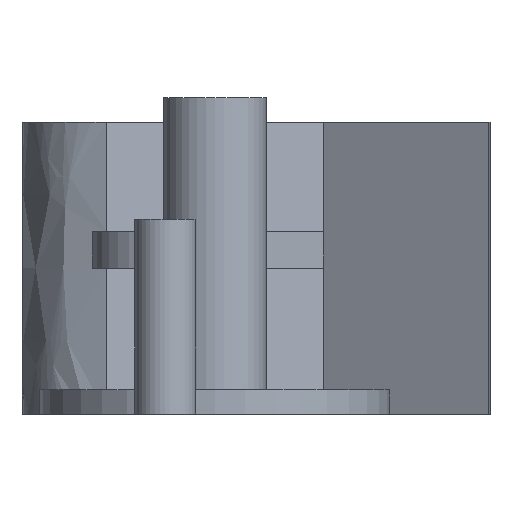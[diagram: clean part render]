
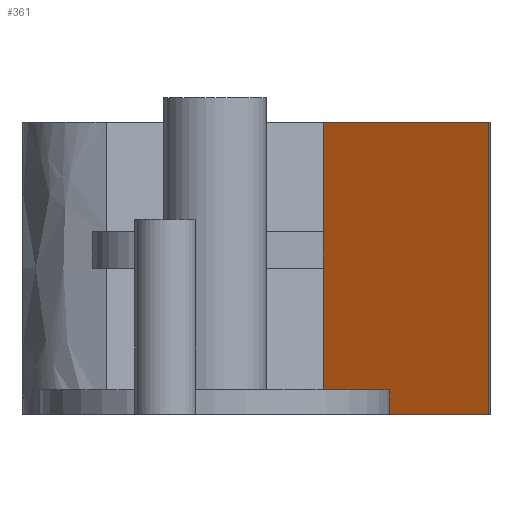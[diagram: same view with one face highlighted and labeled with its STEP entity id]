
A CAD part, left-side view. The second image highlights one B-rep face of the part: STEP entity #361.
In plain terms, the highlighted planar face has unit normal (-0.181, -0.984, 0).
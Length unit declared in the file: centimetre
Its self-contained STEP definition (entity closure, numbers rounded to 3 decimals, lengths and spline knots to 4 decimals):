
#29=LINE('',#554,#60);
#34=LINE('',#566,#65);
#38=LINE('',#586,#69);
#40=LINE('',#592,#71);
#45=LINE('',#632,#76);
#46=LINE('',#633,#77);
#60=VECTOR('',#451,1.);
#65=VECTOR('',#462,1.);
#69=VECTOR('',#470,1.);
#71=VECTOR('',#474,1.);
#76=VECTOR('',#485,1.);
#77=VECTOR('',#486,1.);
#107=FACE_OUTER_BOUND('',#132,.T.);
#132=EDGE_LOOP('',(#282,#283,#284,#285,#286,#287));
#168=VERTEX_POINT('',#551);
#169=VERTEX_POINT('',#553);
#173=VERTEX_POINT('',#565);
#177=VERTEX_POINT('',#583);
#178=VERTEX_POINT('',#588);
#180=VERTEX_POINT('',#591);
#200=EDGE_CURVE('',#168,#169,#29,.T.);
#206=EDGE_CURVE('',#169,#173,#34,.T.);
#212=EDGE_CURVE('',#173,#177,#38,.T.);
#214=EDGE_CURVE('',#178,#180,#40,.T.);
#221=EDGE_CURVE('',#180,#168,#45,.T.);
#222=EDGE_CURVE('',#177,#178,#46,.T.);
#282=ORIENTED_EDGE('',*,*,#200,.F.);
#283=ORIENTED_EDGE('',*,*,#221,.F.);
#284=ORIENTED_EDGE('',*,*,#214,.F.);
#285=ORIENTED_EDGE('',*,*,#222,.F.);
#286=ORIENTED_EDGE('',*,*,#212,.F.);
#287=ORIENTED_EDGE('',*,*,#206,.F.);
#340=PLANE('',#408);
#361=ADVANCED_FACE('',(#107),#340,.T.);
#408=AXIS2_PLACEMENT_3D('',#631,#483,#484);
#451=DIRECTION('',(0.,0.,-1.));
#462=DIRECTION('',(-0.983,0.181,0.));
#470=DIRECTION('',(0.,0.,1.));
#474=DIRECTION('',(0.,0.,1.));
#483=DIRECTION('center_axis',(-0.181,-0.983,0.));
#484=DIRECTION('ref_axis',(0.983,-0.181,0.));
#485=DIRECTION('',(0.983,-0.181,0.));
#486=DIRECTION('',(0.,0.,1.));
#551=CARTESIAN_POINT('',(4.5758,-1.3282,0.6));
#553=CARTESIAN_POINT('',(4.5758,-1.3282,-0.6));
#554=CARTESIAN_POINT('',(4.5758,-1.3282,0.));
#565=CARTESIAN_POINT('',(0.8879,-0.6498,-0.6));
#566=CARTESIAN_POINT('',(0.8879,-0.6498,-0.6));
#583=CARTESIAN_POINT('',(0.8879,-0.6498,0.));
#586=CARTESIAN_POINT('',(0.8879,-0.6498,0.));
#588=CARTESIAN_POINT('',(0.8879,-0.6498,0.15));
#591=CARTESIAN_POINT('',(0.8879,-0.6498,0.6));
#592=CARTESIAN_POINT('',(0.8879,-0.6498,0.));
#631=CARTESIAN_POINT('Origin',(0.8879,-0.6498,0.));
#632=CARTESIAN_POINT('',(0.8879,-0.6498,0.6));
#633=CARTESIAN_POINT('',(0.8879,-0.6498,0.));
